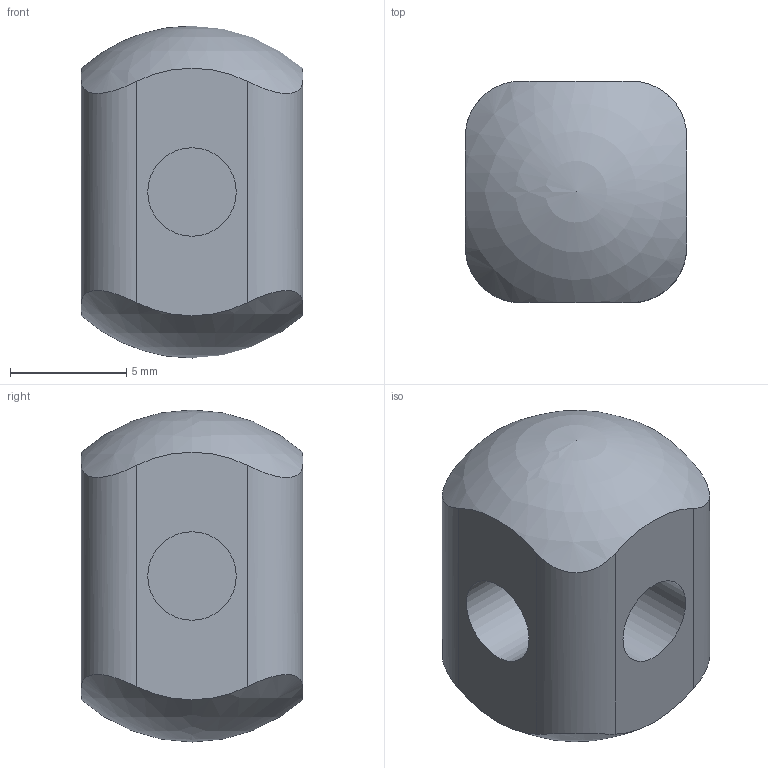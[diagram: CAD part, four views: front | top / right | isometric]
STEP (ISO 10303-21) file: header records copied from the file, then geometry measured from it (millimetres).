
FILE_DESCRIPTION(/* description */ (''),/* implementation_level */ '2;1');
FILE_NAME(/* name */ 'MCP Centre Block II.step',/* time_stamp */ '2022-08-07T18:12:43+01:00',/* author */ (''),/* organization */ (''),/* preprocessor_version */ 'ST-DEVELOPER v18.1',/* originating_system */ 'Autodesk Translation Framework v10.10.0.1391',/* authorisation */ '');
FILE_SCHEMA (('AUTOMOTIVE_DESIGN { 1 0 10303 214 3 1 1 }'));
Length unit declared in the file: millimetre
Products named in the file (1): MCP Centre Block II
Bounding box: 9.5 x 9.5 x 14.25 mm (x, y, z)
Volume: 901.6 mm3; surface area: 667.2 mm2
Topology: 1 solids, 1 shells, 18 faces, 46 edges, 28 vertices
Faces by surface type: cylinder 8, plane 8, sphere 2
Full cylindrical faces by diameter (mm): 3.8 x4
Entity records: 684 total; most frequent: CARTESIAN_POINT 203, DIRECTION 98, ORIENTED_EDGE 88, EDGE_CURVE 44, AXIS2_PLACEMENT_3D 43, VERTEX_POINT 28, CIRCLE 24, EDGE_LOOP 22
